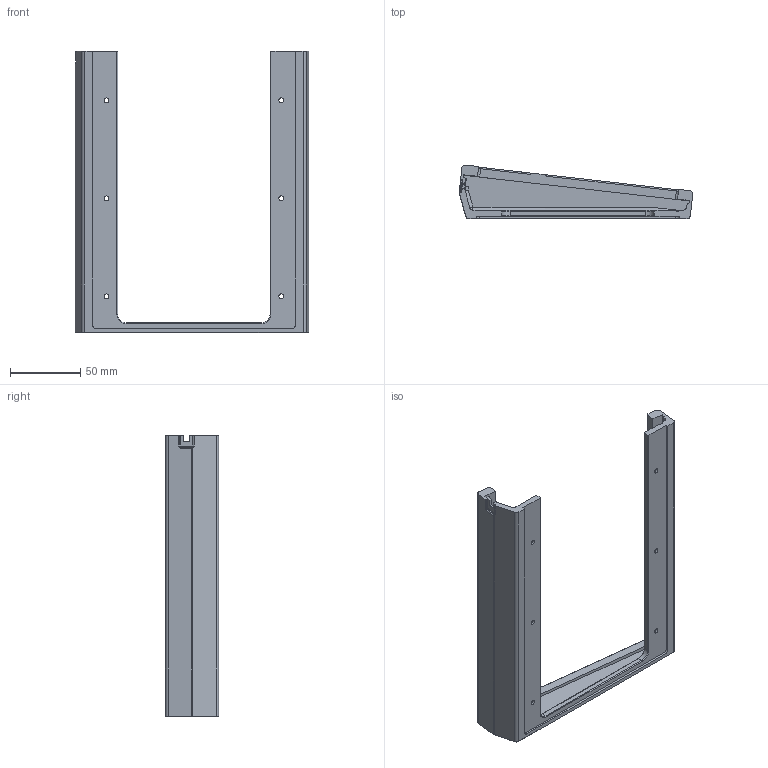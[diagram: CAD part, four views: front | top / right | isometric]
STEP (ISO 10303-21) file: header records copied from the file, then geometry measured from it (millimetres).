
FILE_DESCRIPTION(/* description */ ('Alibre Inc.'),/* implementation_level */ '2;1');
FILE_NAME(/* name */ 'export-1F46B337-F688-417D-A25C-7CEEE7AD385E',/* time_stamp */ '2026-01-18T02:15:22-05:00',/* author */ (''),/* organization */ (''),/* preprocessor_version */ 'ST-DEVELOPER v17',/* originating_system */ 'Alibre',/* authorisation */ '');
FILE_SCHEMA (('AUTOMOTIVE_DESIGN'));
Length unit declared in the file: millimetre
Bounding box: 166.85 x 38.08 x 201 mm (x, y, z)
Volume: 120292.7 mm3; surface area: 61482.3 mm2
Topology: 1 solids, 1 shells, 209 faces, 560 edges, 352 vertices
Faces by surface type: plane 103, cylinder 73, torus 17, cone 10, sphere 4, bspline 2
Full cylindrical faces by diameter (mm): 3.4 x11, 6.2 x5
Entity records: 6430 total; most frequent: CARTESIAN_POINT 1439, ORIENTED_EDGE 1048, DIRECTION 940, EDGE_CURVE 524, AXIS2_PLACEMENT_3D 364, VERTEX_POINT 341, VECTOR 326, LINE 326
